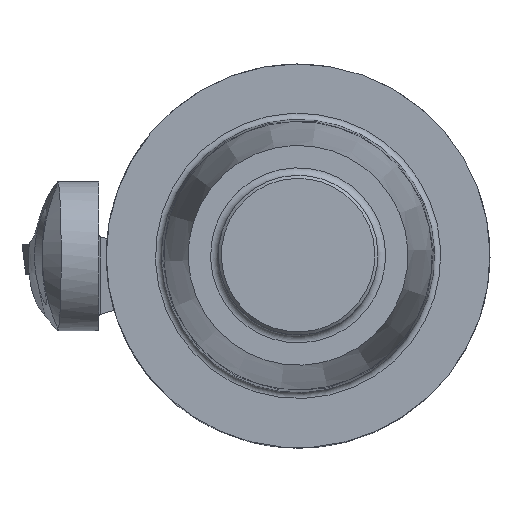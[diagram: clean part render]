
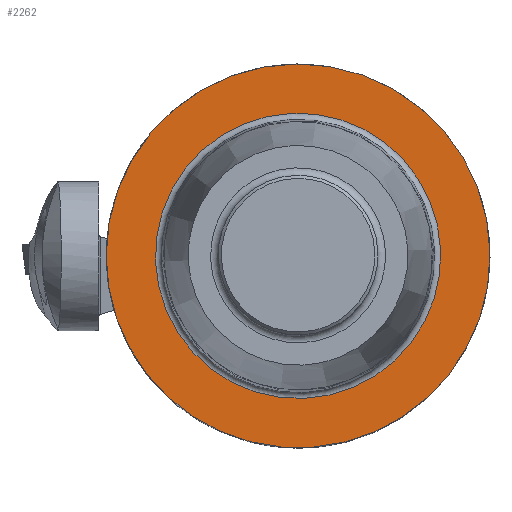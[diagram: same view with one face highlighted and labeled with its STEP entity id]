
A CAD part, top view. The second image highlights one B-rep face of the part: STEP entity #2262.
In plain terms, the highlighted planar face has unit normal (0, 0, 1).
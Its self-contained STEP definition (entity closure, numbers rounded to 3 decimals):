
#1637=PLANE('',#7070);
#2262=ADVANCED_FACE('',(#2666,#2667),#1637,.F.);
#2666=FACE_BOUND('',#2790,.T.);
#2667=FACE_BOUND('',#2791,.T.);
#2790=EDGE_LOOP('',(#3258));
#2791=EDGE_LOOP('',(#3259));
#3258=ORIENTED_EDGE('',*,*,#5814,.T.);
#3259=ORIENTED_EDGE('',*,*,#5811,.F.);
#5163=VERTEX_POINT('',#9802);
#5166=VERTEX_POINT('',#9923);
#5811=EDGE_CURVE('',#5163,#5163,#6737,.T.);
#5814=EDGE_CURVE('',#5166,#5166,#6738,.T.);
#6737=CIRCLE('',#7067,12.5);
#6738=CIRCLE('',#7069,9.292);
#7067=AXIS2_PLACEMENT_3D('',#9801,#7737,#7738);
#7069=AXIS2_PLACEMENT_3D('',#9922,#7741,#7742);
#7070=AXIS2_PLACEMENT_3D('',#9924,#7743,#7744);
#7737=DIRECTION('',(0.,0.,-1.));
#7738=DIRECTION('',(-1.,0.,0.));
#7741=DIRECTION('',(0.,0.,-1.));
#7742=DIRECTION('',(0.924,0.383,0.));
#7743=DIRECTION('',(0.,0.,-1.));
#7744=DIRECTION('',(-1.,0.,0.));
#9801=CARTESIAN_POINT('',(0.,0.,0.));
#9802=CARTESIAN_POINT('',(-12.5,0.,0.));
#9922=CARTESIAN_POINT('',(0.,0.,0.));
#9923=CARTESIAN_POINT('',(8.584,3.558,0.));
#9924=CARTESIAN_POINT('',(11.316,4.691,0.));
